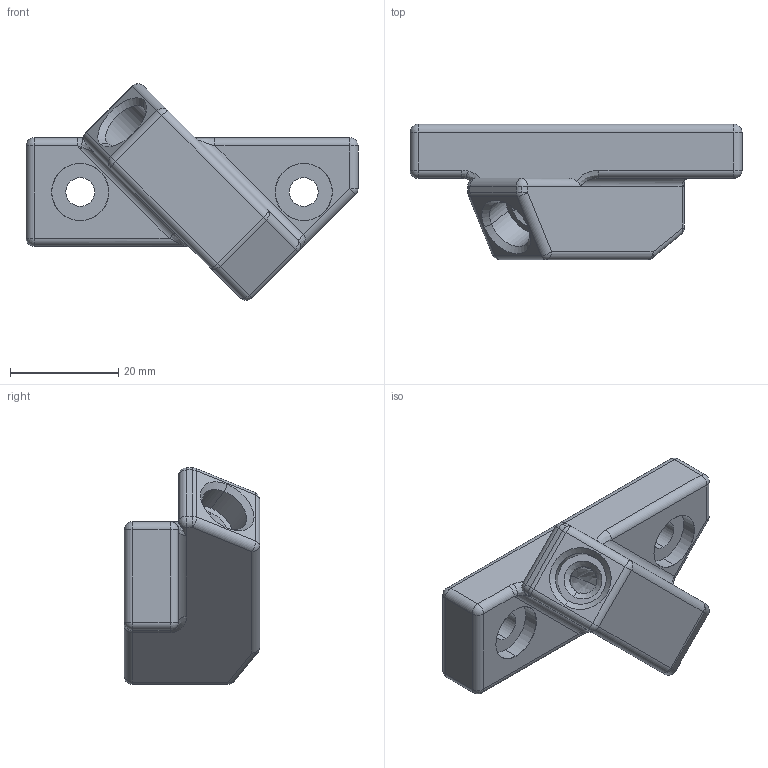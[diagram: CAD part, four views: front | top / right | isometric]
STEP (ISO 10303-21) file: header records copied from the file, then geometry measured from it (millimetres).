
FILE_DESCRIPTION (( 'STEP AP214' ), '1' );
FILE_NAME ('ptfe tube guide mirrored.STEP', '2025-09-18T19:08:20', ( '' ), ( '' ), 'SwSTEP 2.0', 'SolidWorks 2024', '' );
FILE_SCHEMA (( 'AUTOMOTIVE_DESIGN' ));
Length unit declared in the file: millimetre
Products named in the file (1): ptfe tube guide mirrored
Bounding box: 61.21 x 25 x 39.97 mm (x, y, z)
Volume: 19227.2 mm3; surface area: 6640.3 mm2
Topology: 1 solids, 1 shells, 113 faces, 266 edges, 141 vertices
Faces by surface type: cylinder 51, sphere 19, plane 18, bspline 15, cone 8, torus 2
Entity records: 5022 total; most frequent: CARTESIAN_POINT 2612, DIRECTION 509, ORIENTED_EDGE 494, EDGE_CURVE 247, AXIS2_PLACEMENT_3D 207, VERTEX_POINT 139, EDGE_LOOP 120, FACE_OUTER_BOUND 112
